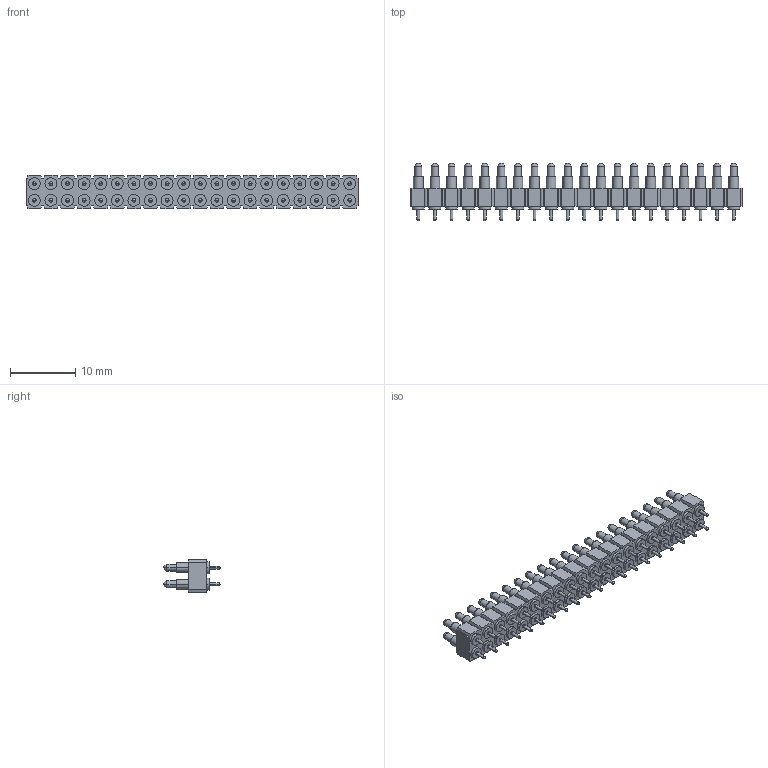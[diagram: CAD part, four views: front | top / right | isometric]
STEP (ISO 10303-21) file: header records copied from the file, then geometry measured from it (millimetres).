
FILE_DESCRIPTION (( 'STEP AP214' ), '1' );
FILE_NAME ('mill-max-818-22-040-10-001101.STEP', '2022-08-12T08:56:30', ( '' ), ( '' ), 'SwSTEP 2.0', 'SolidWorks 2022', '' );
FILE_SCHEMA (( 'AUTOMOTIVE_DESIGN' ));
Length unit declared in the file: inch
Products named in the file (3): mill-max-818-22-040-10-001101; P4XX-28-010-00-090000_P440-28-010-00-090000; 0908_default
Assembly tree (41 placements, depth 2):
  mill-max-818-22-040-10-001101
    P4XX-28-010-00-090000_P440-28-010-00-090000
    0908_default  x40
Bounding box: 50.8 x 8.74 x 5.08 mm (x, y, z)
Volume: 912.5 mm3; surface area: 2751 mm2
Topology: 41 solids, 41 shells, 1206 faces, 2892 edges, 1768 vertices
Faces by surface type: cylinder 480, plane 326, cone 160, sphere 160, torus 80
Entity records: 9446 total; most frequent: CARTESIAN_POINT 1608, DIRECTION 1598, ORIENTED_EDGE 1556, EDGE_CURVE 778, LINE 586, VECTOR 586, VERTEX_POINT 516, AXIS2_PLACEMENT_3D 506
